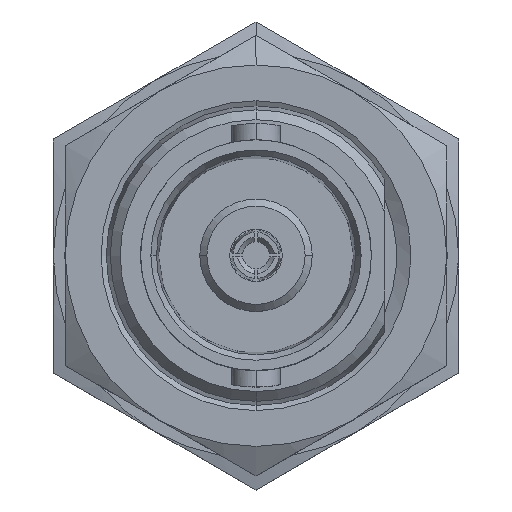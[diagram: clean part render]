
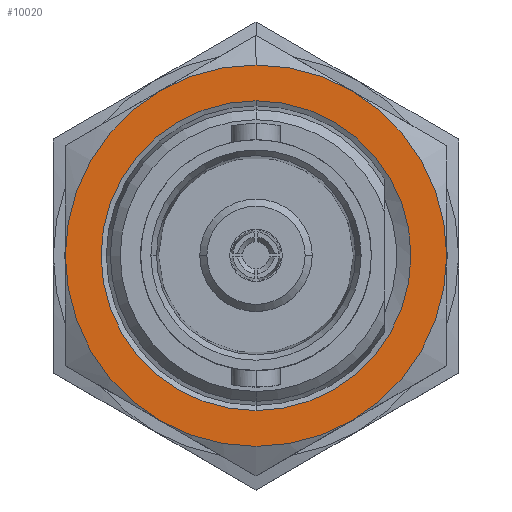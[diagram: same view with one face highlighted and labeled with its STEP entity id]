
A CAD part, top view. The second image highlights one B-rep face of the part: STEP entity #10020.
In plain terms, the highlighted planar face has unit normal (0, 0, 1).
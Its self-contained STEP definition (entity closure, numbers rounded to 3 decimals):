
#142 = CIRCLE ( 'NONE', #8137, 8. ) ;
#308 = CARTESIAN_POINT ( 'NONE',  ( 0., 0., -13. ) ) ;
#534 = AXIS2_PLACEMENT_3D ( 'NONE', #3413, #3444, #3460 ) ;
#558 = CIRCLE ( 'NONE', #3336, 8. ) ;
#674 = AXIS2_PLACEMENT_3D ( 'NONE', #308, #7103, #1288 ) ;
#865 = DIRECTION ( 'NONE',  ( 0., -1., 0. ) ) ;
#1031 = AXIS2_PLACEMENT_3D ( 'NONE', #7513, #1678, #8460 ) ;
#1288 = DIRECTION ( 'NONE',  ( 0., -1., 0. ) ) ;
#1316 = ORIENTED_EDGE ( 'NONE', *, *, #6717, .T. ) ;
#1477 = EDGE_CURVE ( 'NONE', #9980, #3528, #4041, .T. ) ;
#1678 = DIRECTION ( 'NONE',  ( 0., 0., 1. ) ) ;
#1801 = DIRECTION ( 'NONE',  ( 0., 0., 1. ) ) ;
#1832 = ORIENTED_EDGE ( 'NONE', *, *, #6226, .T. ) ;
#2415 = VERTEX_POINT ( 'NONE', #7033 ) ;
#2426 = VERTEX_POINT ( 'NONE', #5797 ) ;
#2491 = DIRECTION ( 'NONE',  ( 0., 0., 1. ) ) ;
#3094 = AXIS2_PLACEMENT_3D ( 'NONE', #8305, #2491, #9269 ) ;
#3303 = EDGE_CURVE ( 'NONE', #3528, #9980, #6798, .T. ) ;
#3336 = AXIS2_PLACEMENT_3D ( 'NONE', #10242, #4466, #11248 ) ;
#3413 = CARTESIAN_POINT ( 'NONE',  ( 0., 0., -13. ) ) ;
#3444 = DIRECTION ( 'NONE',  ( 0., 0., 1. ) ) ;
#3460 = DIRECTION ( 'NONE',  ( 0., -1., 0. ) ) ;
#3528 = VERTEX_POINT ( 'NONE', #7847 ) ;
#3796 = DIRECTION ( 'NONE',  ( 0., 0., -1. ) ) ;
#3822 = CARTESIAN_POINT ( 'NONE',  ( 4., 6.928, -13. ) ) ;
#4041 = CIRCLE ( 'NONE', #534, 6.5 ) ;
#4149 = EDGE_LOOP ( 'NONE', ( #8801, #4330, #7301, #1316, #6266, #7877, #1832 ) ) ;
#4211 = CIRCLE ( 'NONE', #10615, 8. ) ;
#4330 = ORIENTED_EDGE ( 'NONE', *, *, #12008, .T. ) ;
#4466 = DIRECTION ( 'NONE',  ( 0., 0., 1. ) ) ;
#4507 = EDGE_CURVE ( 'NONE', #8930, #9582, #4211, .T. ) ;
#4513 = AXIS2_PLACEMENT_3D ( 'NONE', #5439, #11640, #6782 ) ;
#4543 = CARTESIAN_POINT ( 'NONE',  ( 0., 0., -13. ) ) ;
#4767 = CARTESIAN_POINT ( 'NONE',  ( -8., 0., -13. ) ) ;
#5113 = CARTESIAN_POINT ( 'NONE',  ( 4., -6.928, -13. ) ) ;
#5325 = FACE_BOUND ( 'NONE', #12506, .T. ) ;
#5439 = CARTESIAN_POINT ( 'NONE',  ( 0., 0., -13. ) ) ;
#5503 = DIRECTION ( 'NONE',  ( 0., -1., 0. ) ) ;
#5601 = DIRECTION ( 'NONE',  ( 0., 0., 1. ) ) ;
#5627 = EDGE_CURVE ( 'NONE', #2426, #5684, #6276, .T. ) ;
#5684 = VERTEX_POINT ( 'NONE', #4767 ) ;
#5797 = CARTESIAN_POINT ( 'NONE',  ( -4., 6.928, -13. ) ) ;
#5798 = ORIENTED_EDGE ( 'NONE', *, *, #3303, .F. ) ;
#6226 = EDGE_CURVE ( 'NONE', #9614, #7128, #9252, .T. ) ;
#6266 = ORIENTED_EDGE ( 'NONE', *, *, #5627, .T. ) ;
#6276 = CIRCLE ( 'NONE', #1031, 8. ) ;
#6408 = ORIENTED_EDGE ( 'NONE', *, *, #1477, .F. ) ;
#6686 = CARTESIAN_POINT ( 'NONE',  ( 0., 0., -13. ) ) ;
#6717 = EDGE_CURVE ( 'NONE', #9582, #2426, #9013, .T. ) ;
#6782 = DIRECTION ( 'NONE',  ( 0., -1., 0. ) ) ;
#6798 = CIRCLE ( 'NONE', #4513, 6.5 ) ;
#7033 = CARTESIAN_POINT ( 'NONE',  ( 8., 0., -13. ) ) ;
#7103 = DIRECTION ( 'NONE',  ( 0., 0., 1. ) ) ;
#7128 = VERTEX_POINT ( 'NONE', #5113 ) ;
#7301 = ORIENTED_EDGE ( 'NONE', *, *, #4507, .T. ) ;
#7513 = CARTESIAN_POINT ( 'NONE',  ( 0., 0., -13. ) ) ;
#7570 = AXIS2_PLACEMENT_3D ( 'NONE', #4543, #11339, #5503 ) ;
#7796 = CIRCLE ( 'NONE', #674, 8. ) ;
#7847 = CARTESIAN_POINT ( 'NONE',  ( 0., 6.5, -13. ) ) ;
#7877 = ORIENTED_EDGE ( 'NONE', *, *, #8296, .T. ) ;
#8137 = AXIS2_PLACEMENT_3D ( 'NONE', #11437, #5601, #12434 ) ;
#8296 = EDGE_CURVE ( 'NONE', #5684, #9614, #558, .T. ) ;
#8305 = CARTESIAN_POINT ( 'NONE',  ( 0., 0., -13. ) ) ;
#8460 = DIRECTION ( 'NONE',  ( 0., -1., 0. ) ) ;
#8801 = ORIENTED_EDGE ( 'NONE', *, *, #9456, .T. ) ;
#8930 = VERTEX_POINT ( 'NONE', #3822 ) ;
#9013 = CIRCLE ( 'NONE', #7570, 8. ) ;
#9252 = CIRCLE ( 'NONE', #3094, 8. ) ;
#9269 = DIRECTION ( 'NONE',  ( 0., -1., 0. ) ) ;
#9456 = EDGE_CURVE ( 'NONE', #7128, #2415, #142, .T. ) ;
#9582 = VERTEX_POINT ( 'NONE', #9655 ) ;
#9603 = CARTESIAN_POINT ( 'NONE',  ( 0., 8., -13. ) ) ;
#9614 = VERTEX_POINT ( 'NONE', #12632 ) ;
#9655 = CARTESIAN_POINT ( 'NONE',  ( 0., 8., -13. ) ) ;
#9980 = VERTEX_POINT ( 'NONE', #11468 ) ;
#10020 = ADVANCED_FACE ( 'NONE', ( #5325, #10475 ), #10557, .F. ) ;
#10242 = CARTESIAN_POINT ( 'NONE',  ( 0., 0., -13. ) ) ;
#10475 = FACE_OUTER_BOUND ( 'NONE', #4149, .T. ) ;
#10557 = PLANE ( 'NONE',  #11775 ) ;
#10590 = DIRECTION ( 'NONE',  ( 0., 1., 0. ) ) ;
#10615 = AXIS2_PLACEMENT_3D ( 'NONE', #6686, #1801, #865 ) ;
#11248 = DIRECTION ( 'NONE',  ( 0., -1., 0. ) ) ;
#11339 = DIRECTION ( 'NONE',  ( 0., 0., 1. ) ) ;
#11437 = CARTESIAN_POINT ( 'NONE',  ( 0., 0., -13. ) ) ;
#11468 = CARTESIAN_POINT ( 'NONE',  ( 0., -6.5, -13. ) ) ;
#11640 = DIRECTION ( 'NONE',  ( 0., 0., 1. ) ) ;
#11775 = AXIS2_PLACEMENT_3D ( 'NONE', #9603, #3796, #10590 ) ;
#12008 = EDGE_CURVE ( 'NONE', #2415, #8930, #7796, .T. ) ;
#12434 = DIRECTION ( 'NONE',  ( 0., -1., 0. ) ) ;
#12506 = EDGE_LOOP ( 'NONE', ( #6408, #5798 ) ) ;
#12632 = CARTESIAN_POINT ( 'NONE',  ( -4., -6.928, -13. ) ) ;
